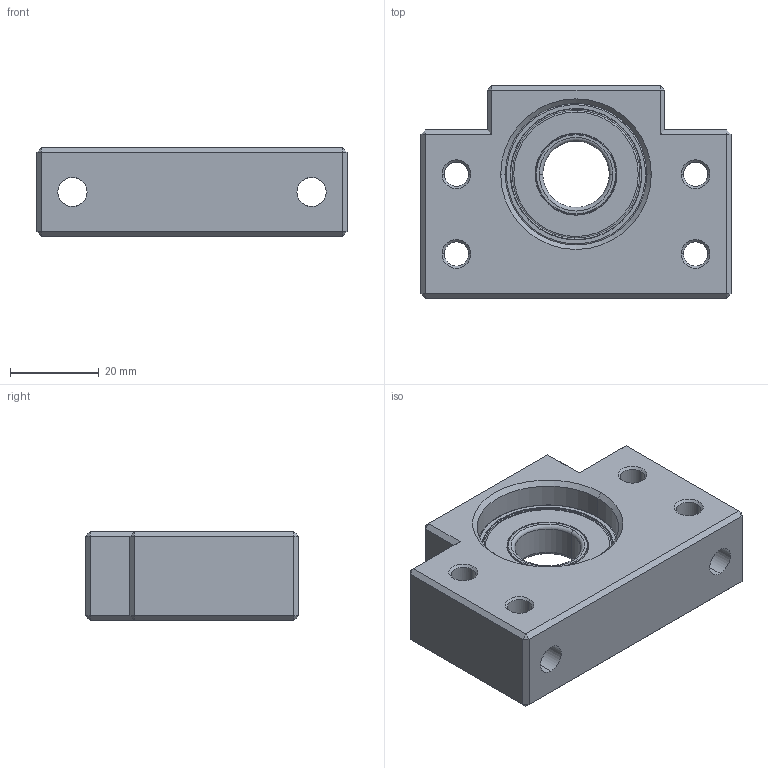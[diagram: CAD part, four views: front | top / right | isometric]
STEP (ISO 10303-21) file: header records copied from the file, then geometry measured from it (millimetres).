
FILE_DESCRIPTION (( 'STEP AP203' ), '1' );
FILE_NAME ('BF15²Õ¦X¥ó.STEP', '2010-10-04T07:36:32', ( '' ), ( '' ), 'SwSTEP 2.0', 'SolidWorks 2008', '' );
FILE_SCHEMA (( 'CONFIG_CONTROL_DESIGN' ));
Length unit declared in the file: millimetre
Products named in the file (1): BF15組合件
Bounding box: 70 x 48 x 20 mm (x, y, z)
Volume: 43034.8 mm3; surface area: 19116.8 mm2
Topology: 13 solids, 13 shells, 295 faces, 727 edges, 441 vertices
Faces by surface type: plane 108, cylinder 79, torus 66, cone 28, sphere 14
Entity records: 9529 total; most frequent: CARTESIAN_POINT 2646, DIRECTION 1494, ORIENTED_EDGE 1384, EDGE_CURVE 692, AXIS2_PLACEMENT_3D 608, VERTEX_POINT 420, EDGE_LOOP 324, CIRCLE 312
